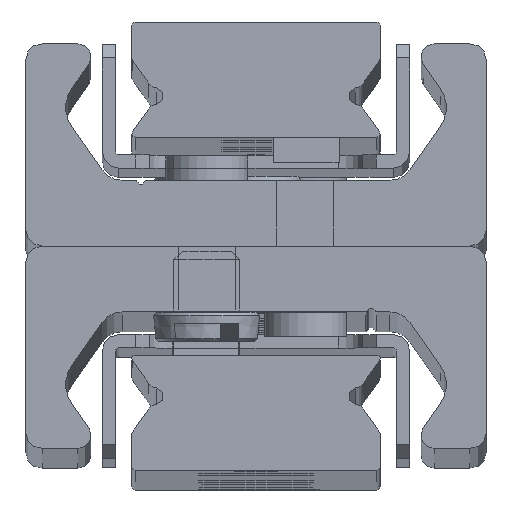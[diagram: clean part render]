
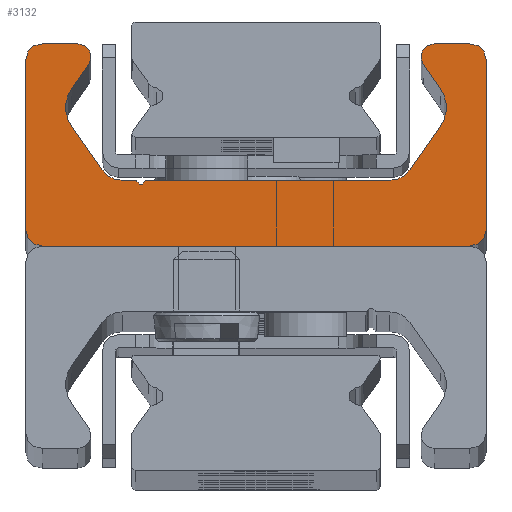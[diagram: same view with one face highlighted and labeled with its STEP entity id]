
A CAD part, top view. The second image highlights one B-rep face of the part: STEP entity #3132.
In plain terms, the highlighted planar face has unit normal (0, 0, 1).
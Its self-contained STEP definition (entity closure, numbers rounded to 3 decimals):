
#2178=CARTESIAN_POINT('',(7.0,0.0,690.0));
#2179=VERTEX_POINT('',#2178);
#2180=CARTESIAN_POINT('',(6.,1.0,690.0));
#2181=VERTEX_POINT('',#2180);
#2182=CARTESIAN_POINT('',(7.0,1.0,690.0));
#2183=DIRECTION('',(0.0,0.0,-1.0));
#2184=DIRECTION('',(-1.0,0.0,0.0));
#2185=AXIS2_PLACEMENT_3D('',#2182,#2183,#2184);
#2186=CIRCLE('',#2185,1.0);
#2187=EDGE_CURVE('',#2179,#2181,#2186,.T.);
#2220=CARTESIAN_POINT('',(6.,11.3,690.0));
#2221=VERTEX_POINT('',#2220);
#2222=CARTESIAN_POINT('',(6.,1.0,690.0));
#2223=DIRECTION('',(0.0,1.0,0.0));
#2224=VECTOR('',#2223,10.3);
#2225=LINE('',#2222,#2224);
#2226=EDGE_CURVE('',#2181,#2221,#2225,.T.);
#2251=CARTESIAN_POINT('',(7.0,12.3,690.0));
#2252=VERTEX_POINT('',#2251);
#2253=CARTESIAN_POINT('',(7.,11.3,690.0));
#2254=DIRECTION('',(0.0,0.0,-1.0));
#2255=DIRECTION('',(0.0,1.0,0.0));
#2256=AXIS2_PLACEMENT_3D('',#2253,#2254,#2255);
#2257=CIRCLE('',#2256,1.0);
#2258=EDGE_CURVE('',#2221,#2252,#2257,.T.);
#2284=CARTESIAN_POINT('',(9.17,12.3,690.0));
#2285=VERTEX_POINT('',#2284);
#2286=CARTESIAN_POINT('',(7.0,12.3,690.0));
#2287=DIRECTION('',(1.0,0.0,0.0));
#2288=VECTOR('',#2287,2.17);
#2289=LINE('',#2286,#2288);
#2290=EDGE_CURVE('',#2252,#2285,#2289,.T.);
#2315=CARTESIAN_POINT('',(9.826,11.041,690.0));
#2316=VERTEX_POINT('',#2315);
#2317=CARTESIAN_POINT('',(9.17,11.5,690.0));
#2318=DIRECTION('',(0.0,0.0,-1.));
#2319=DIRECTION('',(0.819,-0.574,0.0));
#2320=AXIS2_PLACEMENT_3D('',#2317,#2318,#2319);
#2321=CIRCLE('',#2320,0.8);
#2322=EDGE_CURVE('',#2285,#2316,#2321,.T.);
#2348=CARTESIAN_POINT('',(8.794,9.567,690.0));
#2349=VERTEX_POINT('',#2348);
#2350=CARTESIAN_POINT('',(9.826,11.041,690.0));
#2351=DIRECTION('',(-0.574,-0.819,0.0));
#2352=VECTOR('',#2351,1.799);
#2353=LINE('',#2350,#2352);
#2354=EDGE_CURVE('',#2316,#2349,#2353,.T.);
#2379=CARTESIAN_POINT('',(8.794,7.273,690.0));
#2380=VERTEX_POINT('',#2379);
#2381=CARTESIAN_POINT('',(10.432,8.42,690.0));
#2382=DIRECTION('',(0.0,0.0,1.0));
#2383=DIRECTION('',(0.819,-0.574,0.0));
#2384=AXIS2_PLACEMENT_3D('',#2381,#2382,#2383);
#2385=CIRCLE('',#2384,2.0);
#2386=EDGE_CURVE('',#2349,#2380,#2385,.T.);
#2412=CARTESIAN_POINT('',(10.637,4.64,690.0));
#2413=VERTEX_POINT('',#2412);
#2414=CARTESIAN_POINT('',(8.794,7.273,690.0));
#2415=DIRECTION('',(0.574,-0.819,0.0));
#2416=VECTOR('',#2415,3.215);
#2417=LINE('',#2414,#2416);
#2418=EDGE_CURVE('',#2380,#2413,#2417,.T.);
#2443=CARTESIAN_POINT('',(11.866,4.,690.0));
#2444=VERTEX_POINT('',#2443);
#2445=CARTESIAN_POINT('',(11.866,5.5,690.0));
#2446=DIRECTION('',(0.0,0.0,1.0));
#2447=DIRECTION('',(0.819,0.574,0.0));
#2448=AXIS2_PLACEMENT_3D('',#2445,#2446,#2447);
#2449=CIRCLE('',#2448,1.5);
#2450=EDGE_CURVE('',#2413,#2444,#2449,.T.);
#2476=CARTESIAN_POINT('',(12.665,4.,690.0));
#2477=VERTEX_POINT('',#2476);
#2478=CARTESIAN_POINT('',(11.866,4.,690.0));
#2479=DIRECTION('',(1.0,0.0,0.0));
#2480=VECTOR('',#2479,0.798);
#2481=LINE('',#2478,#2480);
#2482=EDGE_CURVE('',#2444,#2477,#2481,.T.);
#2507=CARTESIAN_POINT('',(12.76,3.929,690.0));
#2508=VERTEX_POINT('',#2507);
#2509=CARTESIAN_POINT('',(12.665,3.9,690.0));
#2510=DIRECTION('',(0.0,0.0,-1.0));
#2511=DIRECTION('',(0.958,0.286,0.0));
#2512=AXIS2_PLACEMENT_3D('',#2509,#2510,#2511);
#2513=CIRCLE('',#2512,0.1);
#2514=EDGE_CURVE('',#2477,#2508,#2513,.T.);
#2540=CARTESIAN_POINT('',(13.24,3.929,690.0));
#2541=VERTEX_POINT('',#2540);
#2542=CARTESIAN_POINT('',(13.,4.0,690.0));
#2543=DIRECTION('',(0.0,0.0,1.));
#2544=DIRECTION('',(0.958,0.286,0.0));
#2545=AXIS2_PLACEMENT_3D('',#2542,#2543,#2544);
#2546=CIRCLE('',#2545,0.25);
#2547=EDGE_CURVE('',#2508,#2541,#2546,.T.);
#2573=CARTESIAN_POINT('',(13.335,4.0,690.0));
#2574=VERTEX_POINT('',#2573);
#2575=CARTESIAN_POINT('',(13.335,3.9,690.0));
#2576=DIRECTION('',(0.0,0.0,-1.0));
#2577=DIRECTION('',(0.0,1.0,0.0));
#2578=AXIS2_PLACEMENT_3D('',#2575,#2576,#2577);
#2579=CIRCLE('',#2578,0.1);
#2580=EDGE_CURVE('',#2541,#2574,#2579,.T.);
#2606=CARTESIAN_POINT('',(28.134,4.0,690.0));
#2607=VERTEX_POINT('',#2606);
#2608=CARTESIAN_POINT('',(13.335,4.0,690.0));
#2609=DIRECTION('',(1.0,0.0,0.0));
#2610=VECTOR('',#2609,14.798);
#2611=LINE('',#2608,#2610);
#2612=EDGE_CURVE('',#2574,#2607,#2611,.T.);
#2700=CARTESIAN_POINT('',(29.363,4.64,690.0));
#2701=VERTEX_POINT('',#2700);
#2702=CARTESIAN_POINT('',(28.134,5.5,690.0));
#2703=DIRECTION('',(0.0,0.0,1.0));
#2704=DIRECTION('',(0.0,1.0,0.0));
#2705=AXIS2_PLACEMENT_3D('',#2702,#2703,#2704);
#2706=CIRCLE('',#2705,1.5);
#2707=EDGE_CURVE('',#2607,#2701,#2706,.T.);
#2733=CARTESIAN_POINT('',(31.206,7.273,690.0));
#2734=VERTEX_POINT('',#2733);
#2735=CARTESIAN_POINT('',(29.363,4.64,690.0));
#2736=DIRECTION('',(0.574,0.819,0.0));
#2737=VECTOR('',#2736,3.215);
#2738=LINE('',#2735,#2737);
#2739=EDGE_CURVE('',#2701,#2734,#2738,.T.);
#2764=CARTESIAN_POINT('',(31.206,9.567,690.0));
#2765=VERTEX_POINT('',#2764);
#2766=CARTESIAN_POINT('',(29.568,8.42,690.0));
#2767=DIRECTION('',(0.0,0.0,1.));
#2768=DIRECTION('',(-0.819,0.574,0.0));
#2769=AXIS2_PLACEMENT_3D('',#2766,#2767,#2768);
#2770=CIRCLE('',#2769,2.0);
#2771=EDGE_CURVE('',#2734,#2765,#2770,.T.);
#2797=CARTESIAN_POINT('',(30.174,11.041,690.0));
#2798=VERTEX_POINT('',#2797);
#2799=CARTESIAN_POINT('',(31.206,9.567,690.0));
#2800=DIRECTION('',(-0.574,0.819,0.0));
#2801=VECTOR('',#2800,1.799);
#2802=LINE('',#2799,#2801);
#2803=EDGE_CURVE('',#2765,#2798,#2802,.T.);
#2828=CARTESIAN_POINT('',(30.83,12.3,690.0));
#2829=VERTEX_POINT('',#2828);
#2830=CARTESIAN_POINT('',(30.83,11.5,690.0));
#2831=DIRECTION('',(0.0,0.0,-1.0));
#2832=DIRECTION('',(0.0,1.0,0.0));
#2833=AXIS2_PLACEMENT_3D('',#2830,#2831,#2832);
#2834=CIRCLE('',#2833,0.8);
#2835=EDGE_CURVE('',#2798,#2829,#2834,.T.);
#2861=CARTESIAN_POINT('',(33.0,12.3,690.0));
#2862=VERTEX_POINT('',#2861);
#2863=CARTESIAN_POINT('',(30.83,12.3,690.0));
#2864=DIRECTION('',(1.0,0.0,0.0));
#2865=VECTOR('',#2864,2.17);
#2866=LINE('',#2863,#2865);
#2867=EDGE_CURVE('',#2829,#2862,#2866,.T.);
#2892=CARTESIAN_POINT('',(34.0,11.3,690.0));
#2893=VERTEX_POINT('',#2892);
#2894=CARTESIAN_POINT('',(33.0,11.3,690.0));
#2895=DIRECTION('',(0.0,0.0,-1.0));
#2896=DIRECTION('',(1.0,0.0,0.0));
#2897=AXIS2_PLACEMENT_3D('',#2894,#2895,#2896);
#2898=CIRCLE('',#2897,1.0);
#2899=EDGE_CURVE('',#2862,#2893,#2898,.T.);
#2925=CARTESIAN_POINT('',(34.0,1.0,690.0));
#2926=VERTEX_POINT('',#2925);
#2927=CARTESIAN_POINT('',(34.0,11.3,690.0));
#2928=DIRECTION('',(0.0,-1.0,0.0));
#2929=VECTOR('',#2928,10.3);
#2930=LINE('',#2927,#2929);
#2931=EDGE_CURVE('',#2893,#2926,#2930,.T.);
#2956=CARTESIAN_POINT('',(33.0,0.0,690.0));
#2957=VERTEX_POINT('',#2956);
#2958=CARTESIAN_POINT('',(33.0,1.0,690.0));
#2959=DIRECTION('',(0.0,0.0,-1.0));
#2960=DIRECTION('',(0.0,-1.0,0.0));
#2961=AXIS2_PLACEMENT_3D('',#2958,#2959,#2960);
#2962=CIRCLE('',#2961,1.0);
#2963=EDGE_CURVE('',#2926,#2957,#2962,.T.);
#2989=CARTESIAN_POINT('',(33.0,0.0,690.0));
#2990=DIRECTION('',(-1.0,0.0,0.0));
#2991=VECTOR('',#2990,26.0);
#2992=LINE('',#2989,#2991);
#2993=EDGE_CURVE('',#2957,#2179,#2992,.T.);
#3101=CARTESIAN_POINT('',(19.983,4.783,690.0));
#3102=DIRECTION('',(0.0,0.0,1.0));
#3103=DIRECTION('',(1.0,0.0,0.0));
#3104=AXIS2_PLACEMENT_3D('',#3101,#3102,#3103);
#3105=PLANE('',#3104);
#3106=ORIENTED_EDGE('',*,*,#2187,.F.);
#3107=ORIENTED_EDGE('',*,*,#2993,.F.);
#3108=ORIENTED_EDGE('',*,*,#2963,.F.);
#3109=ORIENTED_EDGE('',*,*,#2931,.F.);
#3110=ORIENTED_EDGE('',*,*,#2899,.F.);
#3111=ORIENTED_EDGE('',*,*,#2867,.F.);
#3112=ORIENTED_EDGE('',*,*,#2835,.F.);
#3113=ORIENTED_EDGE('',*,*,#2803,.F.);
#3114=ORIENTED_EDGE('',*,*,#2771,.F.);
#3115=ORIENTED_EDGE('',*,*,#2739,.F.);
#3116=ORIENTED_EDGE('',*,*,#2707,.F.);
#3117=ORIENTED_EDGE('',*,*,#2612,.F.);
#3118=ORIENTED_EDGE('',*,*,#2580,.F.);
#3119=ORIENTED_EDGE('',*,*,#2547,.F.);
#3120=ORIENTED_EDGE('',*,*,#2514,.F.);
#3121=ORIENTED_EDGE('',*,*,#2482,.F.);
#3122=ORIENTED_EDGE('',*,*,#2450,.F.);
#3123=ORIENTED_EDGE('',*,*,#2418,.F.);
#3124=ORIENTED_EDGE('',*,*,#2386,.F.);
#3125=ORIENTED_EDGE('',*,*,#2354,.F.);
#3126=ORIENTED_EDGE('',*,*,#2322,.F.);
#3127=ORIENTED_EDGE('',*,*,#2290,.F.);
#3128=ORIENTED_EDGE('',*,*,#2258,.F.);
#3129=ORIENTED_EDGE('',*,*,#2226,.F.);
#3130=EDGE_LOOP('',(#3106,#3107,#3108,#3109,#3110,#3111,#3112,#3113,#3114,#3115,#3116,#3117,#3118,#3119,#3120,#3121,#3122,#3123,#3124,#3125,#3126,#3127,#3128,#3129));
#3131=FACE_OUTER_BOUND('',#3130,.T.);
#3132=ADVANCED_FACE('',(#3131),#3105,.T.);
